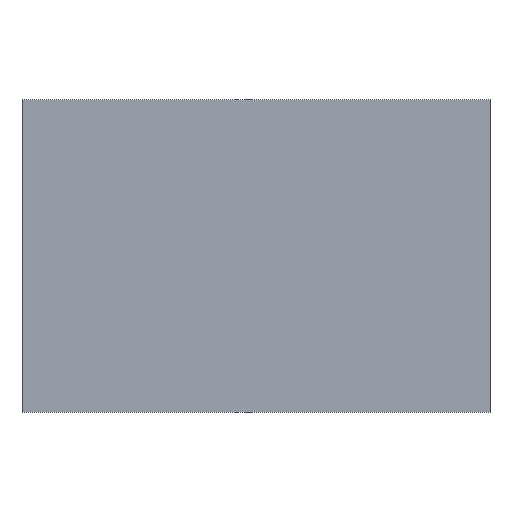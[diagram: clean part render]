
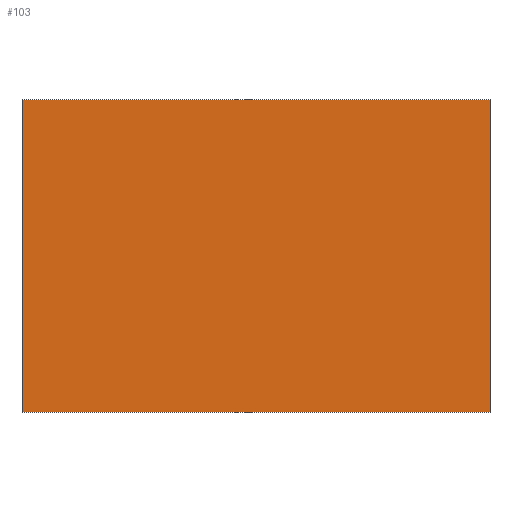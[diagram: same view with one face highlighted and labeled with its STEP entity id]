
A CAD part, front view. The second image highlights one B-rep face of the part: STEP entity #103.
In plain terms, the highlighted planar face has unit normal (0, -1, 0).
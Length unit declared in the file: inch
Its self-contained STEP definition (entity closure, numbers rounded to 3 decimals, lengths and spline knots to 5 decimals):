
#17=FACE_OUTER_BOUND('',#23,.T.);
#23=EDGE_LOOP('',(#79,#80,#81,#82));
#28=LINE('',#159,#40);
#31=LINE('',#165,#43);
#34=LINE('',#171,#46);
#35=LINE('',#172,#47);
#40=VECTOR('',#132,0.3937);
#43=VECTOR('',#137,0.3937);
#46=VECTOR('',#142,0.3937);
#47=VECTOR('',#143,0.3937);
#52=VERTEX_POINT('',#156);
#53=VERTEX_POINT('',#158);
#55=VERTEX_POINT('',#164);
#57=VERTEX_POINT('',#170);
#60=EDGE_CURVE('',#52,#53,#28,.T.);
#63=EDGE_CURVE('',#55,#53,#31,.T.);
#66=EDGE_CURVE('',#57,#52,#34,.T.);
#67=EDGE_CURVE('',#57,#55,#35,.T.);
#79=ORIENTED_EDGE('',*,*,#66,.F.);
#80=ORIENTED_EDGE('',*,*,#67,.T.);
#81=ORIENTED_EDGE('',*,*,#63,.T.);
#82=ORIENTED_EDGE('',*,*,#60,.F.);
#97=PLANE('',#123);
#103=ADVANCED_FACE('',(#17),#97,.T.);
#123=AXIS2_PLACEMENT_3D('',#169,#140,#141);
#132=DIRECTION('',(1.,0.,0.));
#137=DIRECTION('',(0.,0.,1.));
#140=DIRECTION('center_axis',(0.,-1.,0.));
#141=DIRECTION('ref_axis',(1.,0.,0.));
#142=DIRECTION('',(0.,0.,1.));
#143=DIRECTION('',(1.,0.,0.));
#156=CARTESIAN_POINT('',(-23.75,25.62495,-30.74994));
#158=CARTESIAN_POINT('',(-16.25,25.62495,-30.74994));
#159=CARTESIAN_POINT('',(-21.875,25.62495,-30.74994));
#164=CARTESIAN_POINT('',(-16.25,25.62495,-35.75));
#165=CARTESIAN_POINT('',(-16.25,25.62495,-35.75));
#169=CARTESIAN_POINT('Origin',(-23.75,25.62495,-35.75));
#170=CARTESIAN_POINT('',(-23.75,25.62495,-35.75));
#171=CARTESIAN_POINT('',(-23.75,25.62495,-31.04894));
#172=CARTESIAN_POINT('',(-23.75,25.62495,-35.75));
